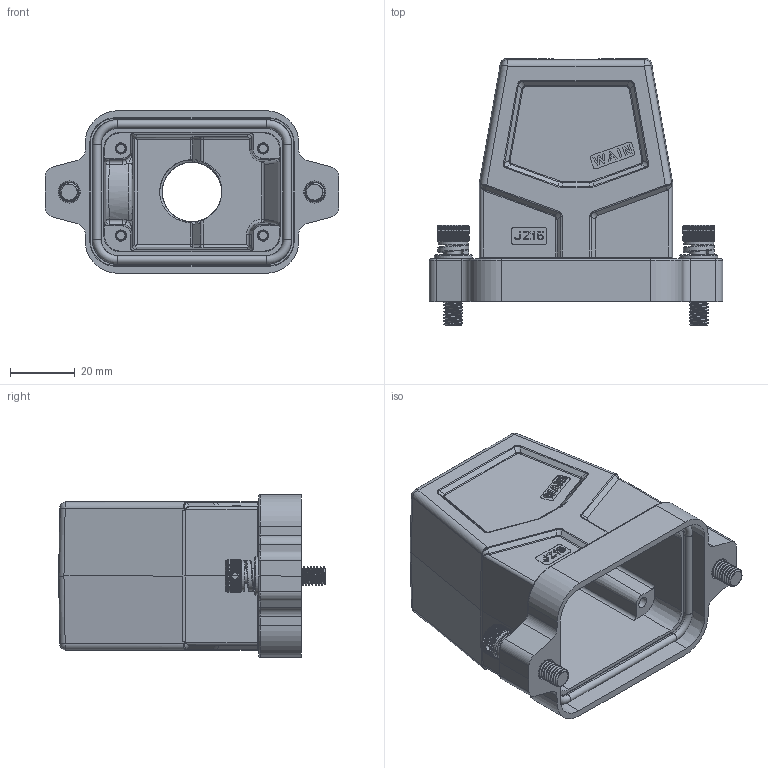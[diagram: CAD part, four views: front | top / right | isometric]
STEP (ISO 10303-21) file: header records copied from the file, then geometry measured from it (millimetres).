
FILE_DESCRIPTION(/* description */ (''),/* implementation_level */ '2;1');
FILE_NAME(/* name */ '3D_1111064201002-WP6B_R-TEH-2S-M20_V1.0.stp',/* time_stamp */ '2024-03-15T17:16:21+08:00',/* author */ (''),/* organization */ (''),/* preprocessor_version */ 'ST-DEVELOPER v18.1',/* originating_system */ 'SIEMENS PLM Software NX 1980',/* authorisation */ '');
FILE_SCHEMA (('AUTOMOTIVE_DESIGN { 1 0 10303 214 3 1 1 1 }'));
Products named in the file (1): _model1
Bounding box: 91 x 82.6 x 50.3 mm (x, y, z)
Volume: 79698.4 mm3; surface area: 39617.3 mm2
Topology: 8 solids, 8 shells, 1199 faces, 3223 edges, 2072 vertices
Faces by surface type: plane 612, cylinder 418, torus 79, bspline 44, cone 34, sphere 12
Full cylindrical faces by diameter (mm): 2 x4, 2.65 x64, 3.5 x4, 4.7 x2, 6.5 x2, 7 x2, 9.32 x2, 11.8 x2
Entity records: 69804 total; most frequent: CARTESIAN_POINT 43365, ORIENTED_EDGE 5966, DIRECTION 4614, EDGE_CURVE 2983, VERTEX_POINT 1934, AXIS2_PLACEMENT_3D 1604, LINE 1406, VECTOR 1406
